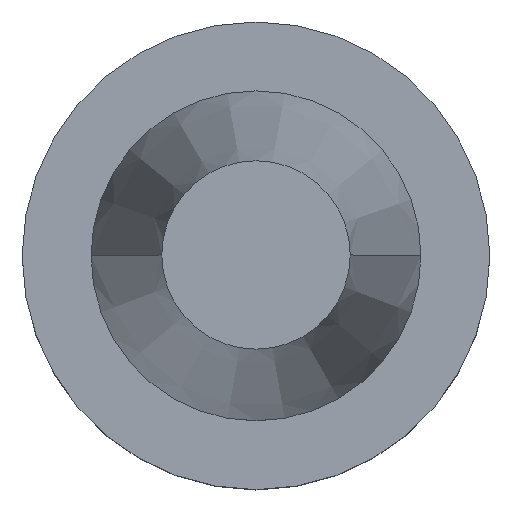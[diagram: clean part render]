
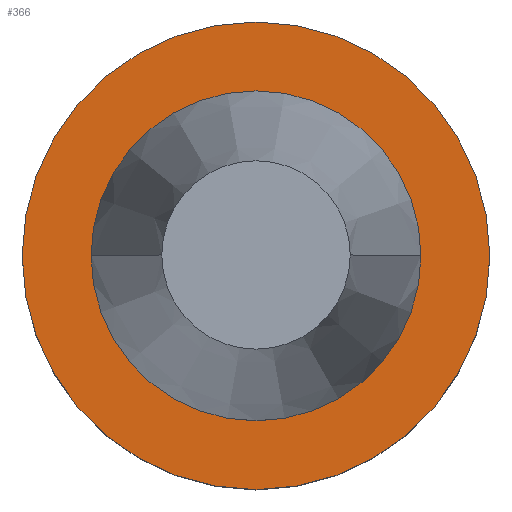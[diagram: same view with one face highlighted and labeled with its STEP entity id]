
A CAD part, top view. The second image highlights one B-rep face of the part: STEP entity #366.
In plain terms, the highlighted planar face has unit normal (0, 0, 1).
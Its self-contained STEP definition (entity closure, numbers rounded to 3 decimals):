
#5 = CIRCLE ( 'NONE', #340, 31.5 ) ;
#16 = CIRCLE ( 'NONE', #562, 22.225 ) ;
#37 = VERTEX_POINT ( 'NONE', #189 ) ;
#56 = CARTESIAN_POINT ( 'NONE',  ( 0., 0., -1. ) ) ;
#60 = CIRCLE ( 'NONE', #190, 22.225 ) ;
#75 = DIRECTION ( 'NONE',  ( 1., 0., 0. ) ) ;
#97 = EDGE_LOOP ( 'NONE', ( #213, #115 ) ) ;
#115 = ORIENTED_EDGE ( 'NONE', *, *, #329, .F. ) ;
#128 = DIRECTION ( 'NONE',  ( 0., 0., 1. ) ) ;
#167 = CARTESIAN_POINT ( 'NONE',  ( -22.225, 0., -1. ) ) ;
#178 = DIRECTION ( 'NONE',  ( 0., 0., 1. ) ) ;
#182 = CARTESIAN_POINT ( 'NONE',  ( 0., 0., -1. ) ) ;
#189 = CARTESIAN_POINT ( 'NONE',  ( 22.225, 0., -1. ) ) ;
#190 = AXIS2_PLACEMENT_3D ( 'NONE', #182, #178, #540 ) ;
#213 = ORIENTED_EDGE ( 'NONE', *, *, #761, .F. ) ;
#215 = AXIS2_PLACEMENT_3D ( 'NONE', #56, #494, #433 ) ;
#235 = VERTEX_POINT ( 'NONE', #396 ) ;
#237 = DIRECTION ( 'NONE',  ( -1., 0., 0. ) ) ;
#243 = FACE_OUTER_BOUND ( 'NONE', #343, .T. ) ;
#329 = EDGE_CURVE ( 'NONE', #727, #37, #16, .T. ) ;
#340 = AXIS2_PLACEMENT_3D ( 'NONE', #499, #128, #75 ) ;
#343 = EDGE_LOOP ( 'NONE', ( #673, #655 ) ) ;
#355 = CARTESIAN_POINT ( 'NONE',  ( 0., 31.5, -1. ) ) ;
#360 = VERTEX_POINT ( 'NONE', #759 ) ;
#363 = DIRECTION ( 'NONE',  ( 0., 0., -1. ) ) ;
#366 = ADVANCED_FACE ( 'NONE', ( #660, #243 ), #480, .F. ) ;
#396 = CARTESIAN_POINT ( 'NONE',  ( 31.5, 0., -1. ) ) ;
#433 = DIRECTION ( 'NONE',  ( 1., 0., 0. ) ) ;
#460 = DIRECTION ( 'NONE',  ( 1., 0., 0. ) ) ;
#480 = PLANE ( 'NONE',  #574 ) ;
#486 = CIRCLE ( 'NONE', #215, 31.5 ) ;
#489 = EDGE_CURVE ( 'NONE', #235, #360, #486, .T. ) ;
#494 = DIRECTION ( 'NONE',  ( 0., 0., 1. ) ) ;
#499 = CARTESIAN_POINT ( 'NONE',  ( 0., 0., -1. ) ) ;
#504 = EDGE_CURVE ( 'NONE', #360, #235, #5, .T. ) ;
#523 = DIRECTION ( 'NONE',  ( 0., 0., 1. ) ) ;
#540 = DIRECTION ( 'NONE',  ( 1., 0., 0. ) ) ;
#562 = AXIS2_PLACEMENT_3D ( 'NONE', #642, #523, #460 ) ;
#574 = AXIS2_PLACEMENT_3D ( 'NONE', #355, #363, #237 ) ;
#642 = CARTESIAN_POINT ( 'NONE',  ( 0., 0., -1. ) ) ;
#655 = ORIENTED_EDGE ( 'NONE', *, *, #504, .T. ) ;
#660 = FACE_BOUND ( 'NONE', #97, .T. ) ;
#673 = ORIENTED_EDGE ( 'NONE', *, *, #489, .T. ) ;
#727 = VERTEX_POINT ( 'NONE', #167 ) ;
#759 = CARTESIAN_POINT ( 'NONE',  ( -31.5, 0., -1. ) ) ;
#761 = EDGE_CURVE ( 'NONE', #37, #727, #60, .T. ) ;
